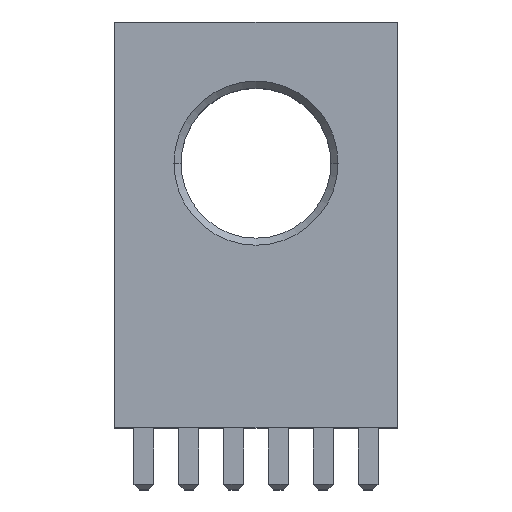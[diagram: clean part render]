
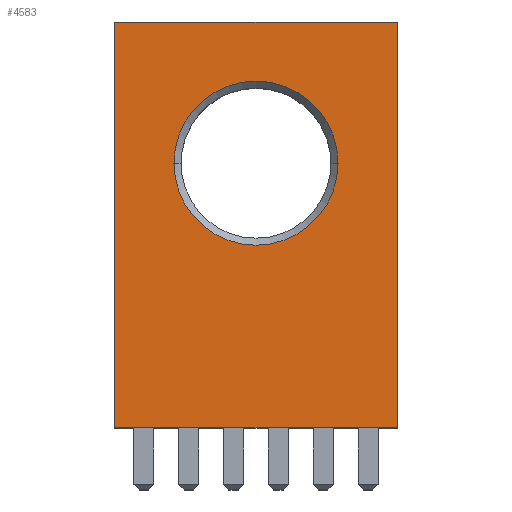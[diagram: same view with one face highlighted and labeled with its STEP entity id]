
A CAD part, top view. The second image highlights one B-rep face of the part: STEP entity #4583.
In plain terms, the highlighted planar face has unit normal (0, 0, 1).
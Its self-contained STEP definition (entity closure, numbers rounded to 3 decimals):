
#124 = EDGE_CURVE ( 'NONE', #6974, #3039, #3694, .T. ) ;
#314 = CARTESIAN_POINT ( 'NONE',  ( 8., 23., 8. ) ) ;
#438 = ORIENTED_EDGE ( 'NONE', *, *, #1629, .T. ) ;
#586 = EDGE_CURVE ( 'NONE', #3039, #4936, #4161, .T. ) ;
#740 = ORIENTED_EDGE ( 'NONE', *, *, #6487, .T. ) ;
#1152 = DIRECTION ( 'NONE',  ( -1., 0., 0. ) ) ;
#1172 = VERTEX_POINT ( 'NONE', #7498 ) ;
#1590 = CARTESIAN_POINT ( 'NONE',  ( -8., 23., 8. ) ) ;
#1629 = EDGE_CURVE ( 'NONE', #6642, #1172, #7083, .T. ) ;
#1781 = DIRECTION ( 'NONE',  ( 0., -1., 0. ) ) ;
#1797 = VECTOR ( 'NONE', #4614, 1000. ) ;
#1886 = DIRECTION ( 'NONE',  ( 1., 0., 0. ) ) ;
#1984 = PLANE ( 'NONE',  #7269 ) ;
#2345 = CIRCLE ( 'NONE', #3293, 4.65 ) ;
#3039 = VERTEX_POINT ( 'NONE', #314 ) ;
#3109 = FACE_BOUND ( 'NONE', #9050, .T. ) ;
#3293 = AXIS2_PLACEMENT_3D ( 'NONE', #5583, #7235, #9453 ) ;
#3457 = EDGE_CURVE ( 'NONE', #6974, #5575, #6219, .T. ) ;
#3583 = FACE_OUTER_BOUND ( 'NONE', #7130, .T. ) ;
#3694 = LINE ( 'NONE', #9464, #4281 ) ;
#4024 = CARTESIAN_POINT ( 'NONE',  ( -8., 3., 8. ) ) ;
#4161 = LINE ( 'NONE', #6333, #8411 ) ;
#4281 = VECTOR ( 'NONE', #1886, 1000. ) ;
#4469 = DIRECTION ( 'NONE',  ( 0., 0., -1. ) ) ;
#4530 = CARTESIAN_POINT ( 'NONE',  ( -8., 0., 8. ) ) ;
#4583 = ADVANCED_FACE ( 'NONE', ( #3109, #3583 ), #1984, .F. ) ;
#4614 = DIRECTION ( 'NONE',  ( 1., 0., 0. ) ) ;
#4915 = ORIENTED_EDGE ( 'NONE', *, *, #9127, .T. ) ;
#4936 = VERTEX_POINT ( 'NONE', #7397 ) ;
#5055 = ORIENTED_EDGE ( 'NONE', *, *, #124, .F. ) ;
#5104 = CARTESIAN_POINT ( 'NONE',  ( -8., 0., 8. ) ) ;
#5575 = VERTEX_POINT ( 'NONE', #5104 ) ;
#5583 = CARTESIAN_POINT ( 'NONE',  ( 0., 15., 8. ) ) ;
#5810 = CARTESIAN_POINT ( 'NONE',  ( 4.65, 15., 8. ) ) ;
#6219 = LINE ( 'NONE', #4024, #7758 ) ;
#6333 = CARTESIAN_POINT ( 'NONE',  ( 8., 3., 8. ) ) ;
#6487 = EDGE_CURVE ( 'NONE', #1172, #6642, #2345, .T. ) ;
#6642 = VERTEX_POINT ( 'NONE', #5810 ) ;
#6974 = VERTEX_POINT ( 'NONE', #1590 ) ;
#7077 = ORIENTED_EDGE ( 'NONE', *, *, #3457, .T. ) ;
#7083 = CIRCLE ( 'NONE', #8001, 4.65 ) ;
#7130 = EDGE_LOOP ( 'NONE', ( #4915, #7196, #5055, #7077 ) ) ;
#7196 = ORIENTED_EDGE ( 'NONE', *, *, #586, .F. ) ;
#7235 = DIRECTION ( 'NONE',  ( 0., 0., -1. ) ) ;
#7269 = AXIS2_PLACEMENT_3D ( 'NONE', #7485, #8977, #1152 ) ;
#7397 = CARTESIAN_POINT ( 'NONE',  ( 8., 0., 8. ) ) ;
#7485 = CARTESIAN_POINT ( 'NONE',  ( -8., 3., 8. ) ) ;
#7498 = CARTESIAN_POINT ( 'NONE',  ( -4.65, 15., 8. ) ) ;
#7522 = LINE ( 'NONE', #4530, #1797 ) ;
#7758 = VECTOR ( 'NONE', #9356, 1000. ) ;
#8001 = AXIS2_PLACEMENT_3D ( 'NONE', #9014, #4469, #9772 ) ;
#8411 = VECTOR ( 'NONE', #1781, 1000. ) ;
#8977 = DIRECTION ( 'NONE',  ( 0., 0., -1. ) ) ;
#9014 = CARTESIAN_POINT ( 'NONE',  ( 0., 15., 8. ) ) ;
#9050 = EDGE_LOOP ( 'NONE', ( #438, #740 ) ) ;
#9127 = EDGE_CURVE ( 'NONE', #5575, #4936, #7522, .T. ) ;
#9356 = DIRECTION ( 'NONE',  ( 0., -1., 0. ) ) ;
#9453 = DIRECTION ( 'NONE',  ( -1., 0., 0. ) ) ;
#9464 = CARTESIAN_POINT ( 'NONE',  ( -8., 23., 8. ) ) ;
#9772 = DIRECTION ( 'NONE',  ( -1., 0., 0. ) ) ;
